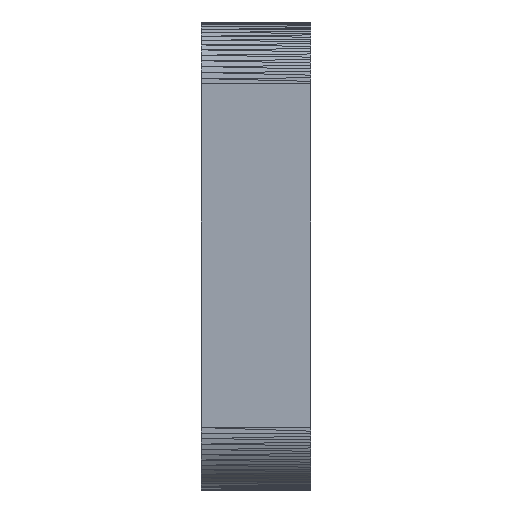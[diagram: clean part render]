
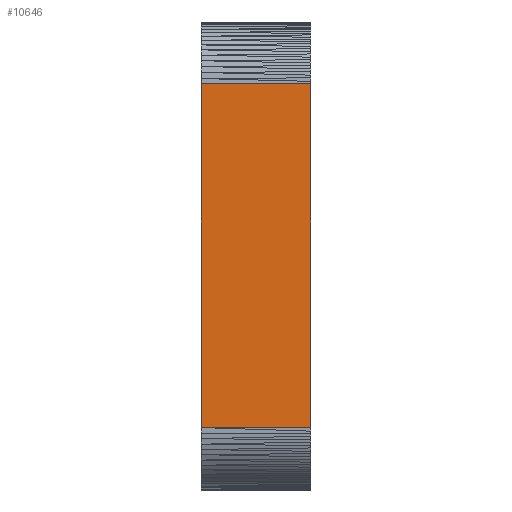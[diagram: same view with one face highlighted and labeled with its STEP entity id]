
A CAD part, top view. The second image highlights one B-rep face of the part: STEP entity #10646.
In plain terms, the highlighted planar face has unit normal (0, 0, 1).
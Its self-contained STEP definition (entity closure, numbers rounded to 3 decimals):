
#32=FACE_OUTER_BOUND('',#606,.T.);
#606=EDGE_LOOP('',(#6926,#6927,#6928,#6929));
#1197=LINE('',#14535,#2770);
#1198=LINE('',#14537,#2771);
#1199=LINE('',#14539,#2772);
#1200=LINE('',#14540,#2773);
#2770=VECTOR('',#11812,10.);
#2771=VECTOR('',#11813,10.);
#2772=VECTOR('',#11814,10.);
#2773=VECTOR('',#11815,10.);
#4343=VERTEX_POINT('',#14533);
#4344=VERTEX_POINT('',#14534);
#4345=VERTEX_POINT('',#14536);
#4346=VERTEX_POINT('',#14538);
#5353=EDGE_CURVE('',#4343,#4344,#1197,.T.);
#5354=EDGE_CURVE('',#4345,#4343,#1198,.T.);
#5355=EDGE_CURVE('',#4346,#4345,#1199,.T.);
#5356=EDGE_CURVE('',#4346,#4344,#1200,.T.);
#6926=ORIENTED_EDGE('',*,*,#5353,.F.);
#6927=ORIENTED_EDGE('',*,*,#5354,.F.);
#6928=ORIENTED_EDGE('',*,*,#5355,.F.);
#6929=ORIENTED_EDGE('',*,*,#5356,.T.);
#10072=PLANE('',#11234);
#10646=ADVANCED_FACE('',(#32),#10072,.T.);
#11234=AXIS2_PLACEMENT_3D('',#14532,#11810,#11811);
#11810=DIRECTION('center_axis',(0.,0.,1.));
#11811=DIRECTION('ref_axis',(1.,0.,0.));
#11812=DIRECTION('',(0.,-1.,0.));
#11813=DIRECTION('',(1.,0.,0.));
#11814=DIRECTION('',(0.,1.,0.));
#11815=DIRECTION('',(1.,0.,0.));
#14532=CARTESIAN_POINT('Origin',(-0.302,-10.813,45.94));
#14533=CARTESIAN_POINT('',(0.,19.5,45.94));
#14534=CARTESIAN_POINT('',(0.,-19.5,45.94));
#14535=CARTESIAN_POINT('',(0.,-9.75,45.94));
#14536=CARTESIAN_POINT('',(-12.4,19.5,45.94));
#14537=CARTESIAN_POINT('',(-12.4,19.5,45.94));
#14538=CARTESIAN_POINT('',(-12.4,-19.5,45.94));
#14539=CARTESIAN_POINT('',(-12.4,-19.5,45.94));
#14540=CARTESIAN_POINT('',(-12.4,-19.5,45.94));
